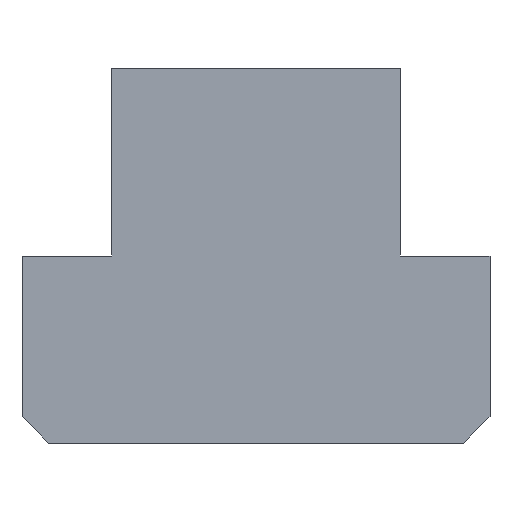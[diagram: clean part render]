
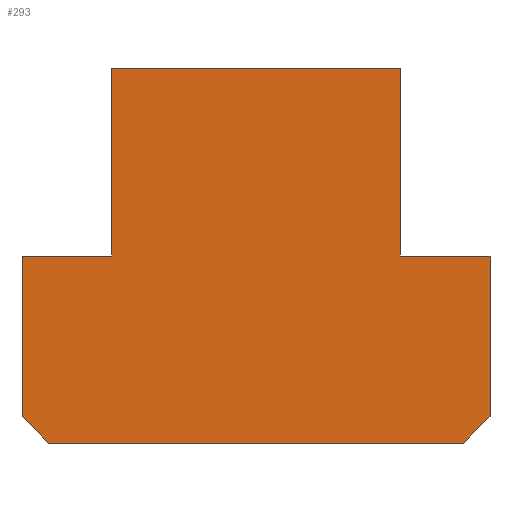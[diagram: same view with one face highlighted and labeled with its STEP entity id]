
A CAD part, front view. The second image highlights one B-rep face of the part: STEP entity #293.
In plain terms, the highlighted free-form (B-spline) face has degree [1, 1] with [2, 2] control points.
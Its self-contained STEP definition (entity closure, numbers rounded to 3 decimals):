
#45 = VERTEX_POINT('',#46);
#46 = CARTESIAN_POINT('',(-15.173,-24.586,39.338
    ));
#51 = EDGE_CURVE('',#45,#52,#54,.T.);
#52 = VERTEX_POINT('',#53);
#53 = CARTESIAN_POINT('',(15.173,-24.586,39.338
    ));
#54 = B_SPLINE_CURVE_WITH_KNOTS('',1,(#55,#56),.UNSPECIFIED.,.F.,.F.,(2,
    2),(-16.2,5.4),.PIECEWISE_BEZIER_KNOTS.);
#55 = CARTESIAN_POINT('',(-15.173,-24.586,39.338
    ));
#56 = CARTESIAN_POINT('',(15.173,-24.586,39.338
    ));
#79 = VERTEX_POINT('',#80);
#80 = CARTESIAN_POINT('',(-15.173,-24.586,19.669
    ));
#85 = EDGE_CURVE('',#45,#79,#86,.T.);
#86 = B_SPLINE_CURVE_WITH_KNOTS('',1,(#87,#88),.UNSPECIFIED.,.F.,.F.,(2,
    2),(-7.,7.),.PIECEWISE_BEZIER_KNOTS.);
#87 = CARTESIAN_POINT('',(-15.173,-24.586,39.338
    ));
#88 = CARTESIAN_POINT('',(-15.173,-24.586,19.669
    ));
#107 = VERTEX_POINT('',#108);
#108 = CARTESIAN_POINT('',(-24.586,-24.586,
    19.669));
#113 = EDGE_CURVE('',#79,#107,#114,.T.);
#114 = B_SPLINE_CURVE_WITH_KNOTS('',1,(#115,#116),.UNSPECIFIED.,.F.,.F.,
  (2,2),(-3.35,3.35),.PIECEWISE_BEZIER_KNOTS.);
#115 = CARTESIAN_POINT('',(-15.173,-24.586,
    19.669));
#116 = CARTESIAN_POINT('',(-24.586,-24.586,
    19.669));
#135 = VERTEX_POINT('',#136);
#136 = CARTESIAN_POINT('',(-24.586,-24.586,
    2.81));
#141 = EDGE_CURVE('',#107,#135,#142,.T.);
#142 = B_SPLINE_CURVE_WITH_KNOTS('',1,(#143,#144),.UNSPECIFIED.,.F.,.F.,
  (2,2),(-7.,5.),.PIECEWISE_BEZIER_KNOTS.);
#143 = CARTESIAN_POINT('',(-24.586,-24.586,
    19.669));
#144 = CARTESIAN_POINT('',(-24.586,-24.586,
    2.81));
#177 = EDGE_CURVE('',#178,#180,#182,.T.);
#178 = VERTEX_POINT('',#179);
#179 = CARTESIAN_POINT('',(-21.776,-24.586,0.));
#180 = VERTEX_POINT('',#181);
#181 = CARTESIAN_POINT('',(21.776,-24.586,0.));
#182 = B_SPLINE_CURVE_WITH_KNOTS('',1,(#183,#184),.UNSPECIFIED.,.F.,.F.,
  (2,2),(-6.75,24.25),.PIECEWISE_BEZIER_KNOTS.);
#183 = CARTESIAN_POINT('',(-21.776,-24.586,0.));
#184 = CARTESIAN_POINT('',(21.776,-24.586,0.));
#213 = EDGE_CURVE('',#214,#216,#218,.T.);
#214 = VERTEX_POINT('',#215);
#215 = CARTESIAN_POINT('',(24.586,-24.586,19.669
    ));
#216 = VERTEX_POINT('',#217);
#217 = CARTESIAN_POINT('',(24.586,-24.586,2.81
    ));
#218 = B_SPLINE_CURVE_WITH_KNOTS('',1,(#219,#220),.UNSPECIFIED.,.F.,.F.,
  (2,2),(-7.,5.),.PIECEWISE_BEZIER_KNOTS.);
#219 = CARTESIAN_POINT('',(24.586,-24.586,19.669
    ));
#220 = CARTESIAN_POINT('',(24.586,-24.586,2.81
    ));
#257 = VERTEX_POINT('',#258);
#258 = CARTESIAN_POINT('',(15.173,-24.586,
    19.669));
#263 = EDGE_CURVE('',#257,#214,#264,.T.);
#264 = B_SPLINE_CURVE_WITH_KNOTS('',1,(#265,#266),.UNSPECIFIED.,.F.,.F.,
  (2,2),(-3.35,3.35),.PIECEWISE_BEZIER_KNOTS.);
#265 = CARTESIAN_POINT('',(15.173,-24.586,
    19.669));
#266 = CARTESIAN_POINT('',(24.586,-24.586,19.669
    ));
#283 = EDGE_CURVE('',#52,#257,#284,.T.);
#284 = B_SPLINE_CURVE_WITH_KNOTS('',1,(#285,#286),.UNSPECIFIED.,.F.,.F.,
  (2,2),(-7.,7.),.PIECEWISE_BEZIER_KNOTS.);
#285 = CARTESIAN_POINT('',(15.173,-24.586,
    39.338));
#286 = CARTESIAN_POINT('',(15.173,-24.586,
    19.669));
#293 = ADVANCED_FACE('',(#294),#314,.T.);
#294 = FACE_BOUND('',#295,.T.);
#295 = EDGE_LOOP('',(#296,#297,#302,#303,#308,#309,#310,#311,#312,#313)
  );
#296 = ORIENTED_EDGE('',*,*,#141,.T.);
#297 = ORIENTED_EDGE('',*,*,#298,.F.);
#298 = EDGE_CURVE('',#178,#135,#299,.T.);
#299 = B_SPLINE_CURVE_WITH_KNOTS('',1,(#300,#301),.UNSPECIFIED.,.F.,.F.,
  (2,2),(1.061,3.889),.PIECEWISE_BEZIER_KNOTS.);
#300 = CARTESIAN_POINT('',(-21.776,-24.586,
    0.));
#301 = CARTESIAN_POINT('',(-24.586,-24.586,
    2.81));
#302 = ORIENTED_EDGE('',*,*,#177,.T.);
#303 = ORIENTED_EDGE('',*,*,#304,.T.);
#304 = EDGE_CURVE('',#180,#216,#305,.T.);
#305 = B_SPLINE_CURVE_WITH_KNOTS('',1,(#306,#307),.UNSPECIFIED.,.F.,.F.,
  (2,2),(1.061,3.889),.PIECEWISE_BEZIER_KNOTS.);
#306 = CARTESIAN_POINT('',(21.776,-24.586,
    0.));
#307 = CARTESIAN_POINT('',(24.586,-24.586,2.81
    ));
#308 = ORIENTED_EDGE('',*,*,#213,.F.);
#309 = ORIENTED_EDGE('',*,*,#263,.F.);
#310 = ORIENTED_EDGE('',*,*,#283,.F.);
#311 = ORIENTED_EDGE('',*,*,#51,.F.);
#312 = ORIENTED_EDGE('',*,*,#85,.T.);
#313 = ORIENTED_EDGE('',*,*,#113,.T.);
#314 = B_SPLINE_SURFACE_WITH_KNOTS('',1,1,(
    (#315,#316)
    ,(#317,#318
    )),.UNSPECIFIED.,.F.,.F.,.F.,(2,2),(2,2),(-17.5,17.5),(-14.,14.),
  .PIECEWISE_BEZIER_KNOTS.);
#315 = CARTESIAN_POINT('',(-24.586,-24.586,
    0.));
#316 = CARTESIAN_POINT('',(-24.586,-24.586,
    39.338));
#317 = CARTESIAN_POINT('',(24.586,-24.586,
    0.));
#318 = CARTESIAN_POINT('',(24.586,-24.586,39.338
    ));
